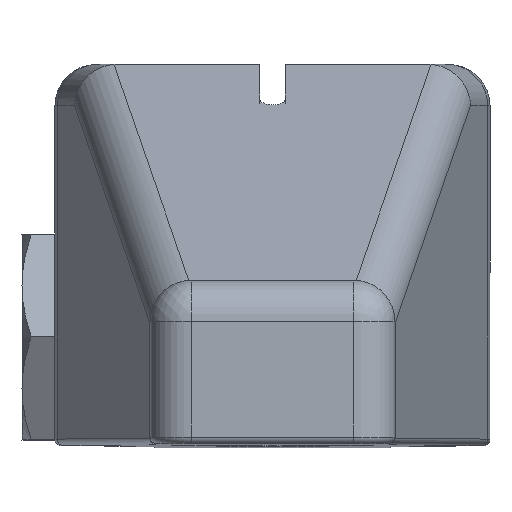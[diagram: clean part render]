
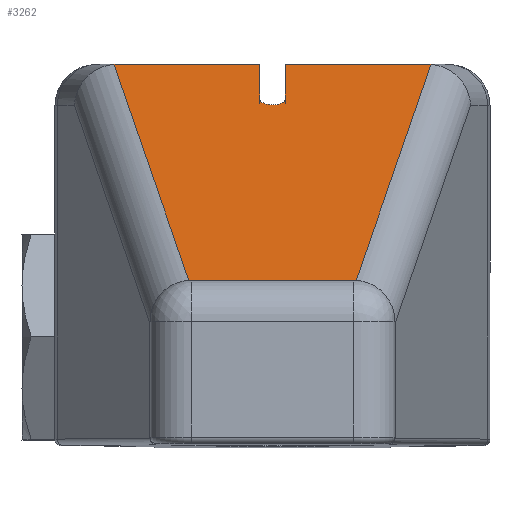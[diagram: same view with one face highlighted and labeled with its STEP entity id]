
A CAD part, top view. The second image highlights one B-rep face of the part: STEP entity #3262.
In plain terms, the highlighted planar face has unit normal (0, 0.906, 0.423).
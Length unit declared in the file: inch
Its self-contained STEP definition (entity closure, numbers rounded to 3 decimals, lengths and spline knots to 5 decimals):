
#266=DIRECTION('',(-1.,0.,0.));
#267=VECTOR('',#266,0.65748);
#268=CARTESIAN_POINT('',(0.71498,1.75,0.65549));
#269=LINE('',#268,#267);
#331=DIRECTION('',(-1.,0.,0.));
#332=VECTOR('',#331,0.65748);
#333=CARTESIAN_POINT('',(-0.0575,1.75,0.65549));
#334=LINE('',#333,#332);
#809=DIRECTION('',(-1.,0.,0.));
#810=VECTOR('',#809,0.745);
#811=CARTESIAN_POINT('',(0.3725,0.75,2.8));
#812=LINE('',#811,#810);
#816=DIRECTION('',(-0.144,0.418,-0.897));
#817=VECTOR('',#816,2.39086);
#818=CARTESIAN_POINT('',(-0.38288,0.74972,
2.80061));
#819=LINE('',#818,#817);
#823=CARTESIAN_POINT('',(-0.72775,1.74957,
0.65641));
#824=CARTESIAN_POINT('',(-0.72352,1.74986,
0.6558));
#825=CARTESIAN_POINT('',(-0.71926,1.75,0.65549));
#826=CARTESIAN_POINT('',(-0.71498,1.75,0.65549));
#831=DIRECTION('',(0.,-0.423,0.906));
#832=VECTOR('',#831,0.38012);
#833=CARTESIAN_POINT('',(-0.0575,1.75,0.65549));
#834=LINE('',#833,#832);
#838=CARTESIAN_POINT('',(0.0575,1.58935,1.));
#839=CARTESIAN_POINT('',(0.0575,1.58619,1.00678));
#840=CARTESIAN_POINT('',(0.05503,1.57937,1.02142));
#841=CARTESIAN_POINT('',(0.04191,1.56983,1.04187));
#842=CARTESIAN_POINT('',(0.02127,1.56369,1.05504));
#843=CARTESIAN_POINT('',(0.,1.56197,1.05873));
#844=CARTESIAN_POINT('',(-0.02127,1.56369,1.05504));
#845=CARTESIAN_POINT('',(-0.04191,1.56983,1.04187));
#846=CARTESIAN_POINT('',(-0.05503,1.57937,1.02142));
#847=CARTESIAN_POINT('',(-0.0575,1.58619,1.00678));
#848=CARTESIAN_POINT('',(-0.0575,1.58935,1.));
#853=DIRECTION('',(0.,-0.423,0.906));
#854=VECTOR('',#853,0.38012);
#855=CARTESIAN_POINT('',(0.0575,1.75,0.65549));
#856=LINE('',#855,#854);
#860=CARTESIAN_POINT('',(0.72775,1.74957,0.65641));
#861=CARTESIAN_POINT('',(0.72352,1.74986,0.6558));
#862=CARTESIAN_POINT('',(0.71926,1.75,0.65549));
#863=CARTESIAN_POINT('',(0.71498,1.75,0.65549));
#868=DIRECTION('',(-0.144,-0.418,0.897));
#869=VECTOR('',#868,2.39086);
#870=CARTESIAN_POINT('',(0.72775,1.74957,0.65641));
#871=LINE('',#870,#869);
#875=CARTESIAN_POINT('',(0.38288,0.74972,2.80061));
#876=CARTESIAN_POINT('',(0.37943,0.7499,2.8002));
#877=CARTESIAN_POINT('',(0.37597,0.75,2.8));
#878=CARTESIAN_POINT('',(0.3725,0.75,2.8));
#905=CARTESIAN_POINT('',(0.38288,0.74972,2.80061));
#1281=CARTESIAN_POINT('',(-0.38288,0.74972,
2.80061));
#1312=CARTESIAN_POINT('',(-0.38288,0.74972,
2.80061));
#1313=CARTESIAN_POINT('',(-0.37943,0.7499,
2.8002));
#1314=CARTESIAN_POINT('',(-0.37597,0.75,2.8));
#1315=CARTESIAN_POINT('',(-0.3725,0.75,2.8));
#2505=CARTESIAN_POINT('',(-0.0575,1.75,0.65549));
#2507=VERTEX_POINT('',#2505);
#2513=CARTESIAN_POINT('',(0.0575,1.75,0.65549));
#2515=VERTEX_POINT('',#2513);
#2516=VERTEX_POINT('',#838);
#2517=VERTEX_POINT('',#848);
#2591=CARTESIAN_POINT('',(0.71498,1.75,0.65549));
#2592=VERTEX_POINT('',#2591);
#2595=VERTEX_POINT('',#860);
#2601=CARTESIAN_POINT('',(0.3725,0.75,2.8));
#2603=VERTEX_POINT('',#2601);
#2615=CARTESIAN_POINT('',(-0.3725,0.75,2.8));
#2616=VERTEX_POINT('',#2615);
#2622=CARTESIAN_POINT('',(-0.71498,1.75,0.65549));
#2624=VERTEX_POINT('',#2622);
#2625=VERTEX_POINT('',#823);
#2652=VERTEX_POINT('',#905);
#2653=VERTEX_POINT('',#1281);
#3236=CARTESIAN_POINT('',(1.2005,0.75,2.8));
#3237=DIRECTION('',(0.,-0.906,-0.423));
#3238=DIRECTION('',(0.,0.423,-0.906));
#3239=AXIS2_PLACEMENT_3D('',#3236,#3237,#3238);
#3240=PLANE('',#3239);
#3242=ORIENTED_EDGE('',*,*,#3241,.T.);
#3244=ORIENTED_EDGE('',*,*,#3243,.F.);
#3246=ORIENTED_EDGE('',*,*,#3245,.T.);
#3247=ORIENTED_EDGE('',*,*,#3226,.T.);
#3248=ORIENTED_EDGE('',*,*,#2889,.F.);
#3250=ORIENTED_EDGE('',*,*,#3249,.T.);
#3251=ORIENTED_EDGE('',*,*,#2788,.F.);
#3252=ORIENTED_EDGE('',*,*,#2802,.F.);
#3253=ORIENTED_EDGE('',*,*,#2859,.F.);
#3255=ORIENTED_EDGE('',*,*,#3254,.F.);
#3257=ORIENTED_EDGE('',*,*,#3256,.T.);
#3259=ORIENTED_EDGE('',*,*,#3258,.T.);
#3260=EDGE_LOOP('',(#3242,#3244,#3246,#3247,#3248,#3250,#3251,#3252,#3253,#3255,
#3257,#3259));
#3261=FACE_OUTER_BOUND('',#3260,.F.);
#3262=ADVANCED_FACE('',(#3261),#3240,.F.);
#827=B_SPLINE_CURVE_WITH_KNOTS('',3,(#823,#824,#825,#826),.UNSPECIFIED.,.F.,.F.,
(4,4),(0.,1.),.UNSPECIFIED.);
#849=B_SPLINE_CURVE_WITH_KNOTS('',3,(#838,#839,#840,#841,#842,#843,#844,#845,
#846,#847,#848),.UNSPECIFIED.,.F.,.F.,(4,1,1,1,1,1,1,1,4),(0.,0.125,0.25,
0.375,0.5,0.625,0.75,0.875,1.),.UNSPECIFIED.);
#864=B_SPLINE_CURVE_WITH_KNOTS('',3,(#860,#861,#862,#863),.UNSPECIFIED.,.F.,.F.,
(4,4),(0.,1.),.UNSPECIFIED.);
#879=B_SPLINE_CURVE_WITH_KNOTS('',3,(#875,#876,#877,#878),.UNSPECIFIED.,.F.,.F.,
(4,4),(0.,1.),.UNSPECIFIED.);
#1316=B_SPLINE_CURVE_WITH_KNOTS('',3,(#1312,#1313,#1314,#1315),.UNSPECIFIED.,
.F.,.F.,(4,4),(0.,1.),.UNSPECIFIED.);
#2788=EDGE_CURVE('',#2516,#2517,#849,.T.);
#2802=EDGE_CURVE('',#2515,#2516,#856,.T.);
#2859=EDGE_CURVE('',#2592,#2515,#269,.T.);
#2889=EDGE_CURVE('',#2507,#2624,#334,.T.);
#3226=EDGE_CURVE('',#2625,#2624,#827,.T.);
#3241=EDGE_CURVE('',#2603,#2616,#812,.T.);
#3243=EDGE_CURVE('',#2653,#2616,#1316,.T.);
#3245=EDGE_CURVE('',#2653,#2625,#819,.T.);
#3249=EDGE_CURVE('',#2507,#2517,#834,.T.);
#3254=EDGE_CURVE('',#2595,#2592,#864,.T.);
#3256=EDGE_CURVE('',#2595,#2652,#871,.T.);
#3258=EDGE_CURVE('',#2652,#2603,#879,.T.);
